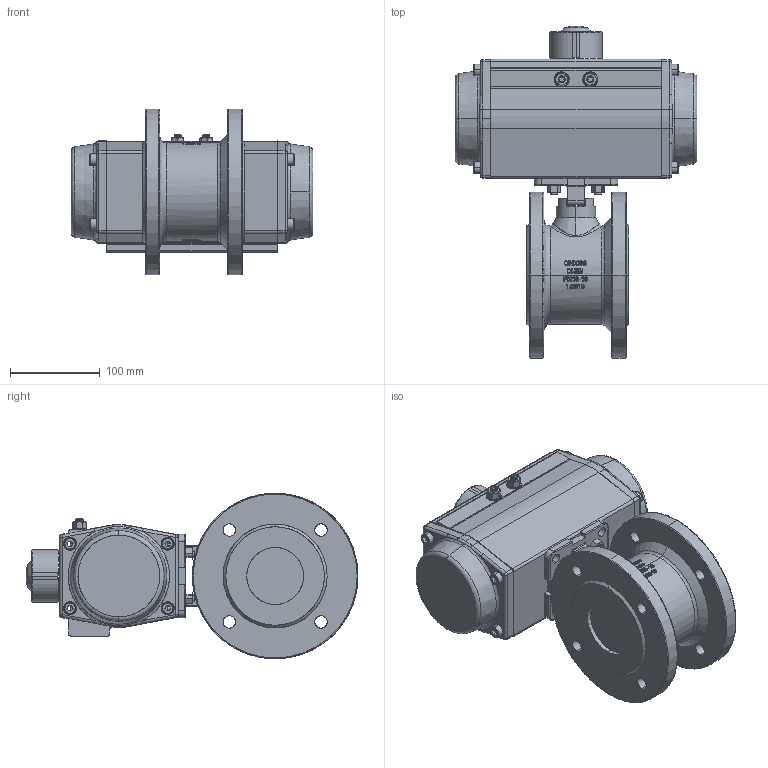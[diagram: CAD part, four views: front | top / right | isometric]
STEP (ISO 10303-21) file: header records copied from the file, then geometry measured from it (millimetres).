
FILE_DESCRIPTION (( 'STEP AP214' ), '1' );
FILE_NAME ('PK06_DN65 (PK06010009).STEP', '2022-05-03T07:23:28', ( '' ), ( '' ), 'SwSTEP 2.0', 'SolidWorks 2021', '' );
FILE_SCHEMA (( 'AUTOMOTIVE_DESIGN' ));
Length unit declared in the file: metre
Products named in the file (1): PK06_DN65 (PK06010009)
Bounding box: 270 x 370.69 x 185 mm (x, y, z)
Surface area: 330608.9 mm2 (no closed solid volume)
Topology: 0 solids, 597 shells, 753 faces, 3970 edges, 3742 vertices
Faces by surface type: cylinder 262, plane 226, bspline 168, cone 78, torus 15, sphere 4
Entity records: 91475 total; most frequent: CARTESIAN_POINT 55833, DIRECTION 4610, ORIENTED_EDGE 4244, EDGE_CURVE 3952, VERTEX_POINT 3742, AXIS2_PLACEMENT_3D 1622, B_SPLINE_CURVE_WITH_KNOTS 1550, VECTOR 1366
